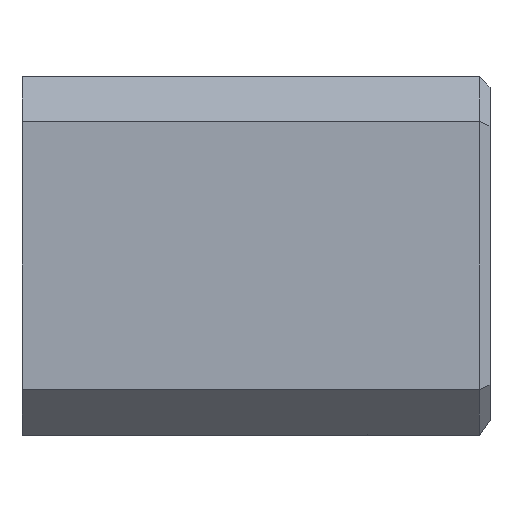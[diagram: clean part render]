
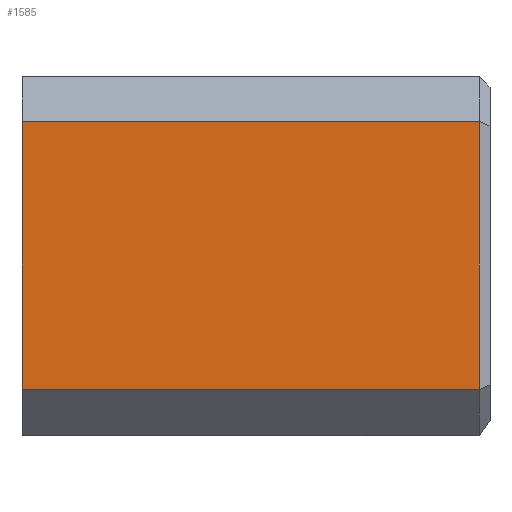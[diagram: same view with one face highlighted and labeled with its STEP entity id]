
A CAD part, left-side view. The second image highlights one B-rep face of the part: STEP entity #1585.
In plain terms, the highlighted planar face has unit normal (-1, 0, 0).
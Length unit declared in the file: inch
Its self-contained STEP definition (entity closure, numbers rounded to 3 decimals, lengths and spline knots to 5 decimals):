
#50=PLANE('',#1697);
#124=FACE_OUTER_BOUND('',#212,.T.);
#212=EDGE_LOOP('',(#1179,#1180,#1181,#1182));
#378=LINE('',#2349,#575);
#380=LINE('',#2353,#577);
#383=LINE('',#2359,#580);
#384=LINE('',#2360,#581);
#575=VECTOR('',#1889,0.3937);
#577=VECTOR('',#1893,0.3937);
#580=VECTOR('',#1898,0.3937);
#581=VECTOR('',#1899,0.3937);
#759=VERTEX_POINT('',#2328);
#764=VERTEX_POINT('',#2345);
#765=VERTEX_POINT('',#2352);
#767=VERTEX_POINT('',#2358);
#923=EDGE_CURVE('',#759,#764,#378,.T.);
#925=EDGE_CURVE('',#764,#765,#380,.T.);
#928=EDGE_CURVE('',#759,#767,#383,.T.);
#929=EDGE_CURVE('',#765,#767,#384,.T.);
#1179=ORIENTED_EDGE('',*,*,#923,.F.);
#1180=ORIENTED_EDGE('',*,*,#928,.T.);
#1181=ORIENTED_EDGE('',*,*,#929,.F.);
#1182=ORIENTED_EDGE('',*,*,#925,.F.);
#1585=ADVANCED_FACE('',(#124),#50,.T.);
#1697=AXIS2_PLACEMENT_3D('',#2357,#1896,#1897);
#1889=DIRECTION('',(0.,0.,-1.));
#1893=DIRECTION('',(0.,1.,0.));
#1896=DIRECTION('center_axis',(-1.,0.,0.));
#1897=DIRECTION('ref_axis',(0.,0.,1.));
#1898=DIRECTION('',(0.,1.,0.));
#1899=DIRECTION('',(0.,0.,1.));
#2328=CARTESIAN_POINT('',(-0.79641,0.05,0.69114));
#2345=CARTESIAN_POINT('',(-0.79641,0.05,-0.56862));
#2349=CARTESIAN_POINT('',(-0.79641,0.05,-0.25493));
#2352=CARTESIAN_POINT('',(-0.79641,2.2,-0.56862));
#2353=CARTESIAN_POINT('',(-0.79641,0.,-0.56862));
#2357=CARTESIAN_POINT('Origin',(-0.79641,0.,-0.56862));
#2358=CARTESIAN_POINT('',(-0.79641,2.2,0.69114));
#2359=CARTESIAN_POINT('',(-0.79641,0.,0.69114));
#2360=CARTESIAN_POINT('',(-0.79641,2.2,0.69114));
